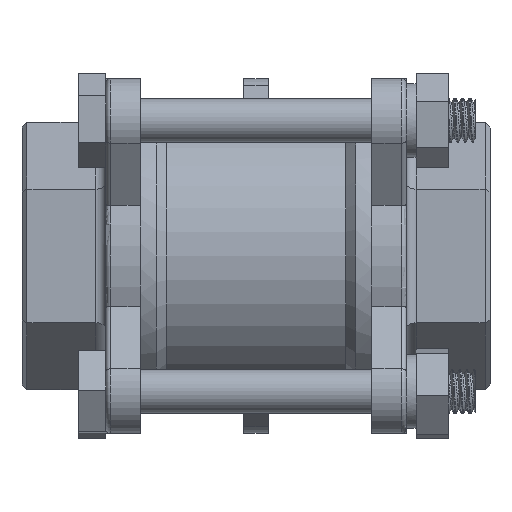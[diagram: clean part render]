
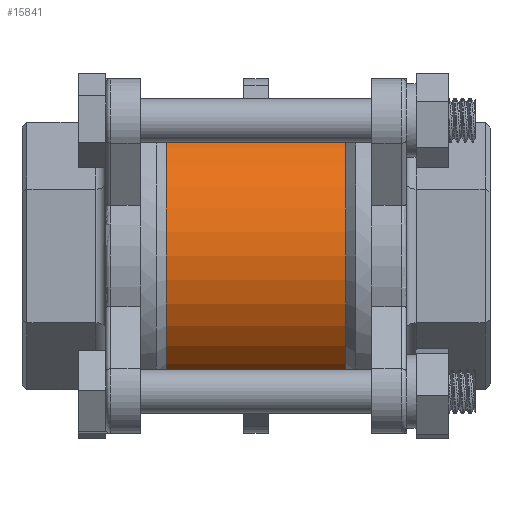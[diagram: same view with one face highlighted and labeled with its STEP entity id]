
A CAD part, front view. The second image highlights one B-rep face of the part: STEP entity #15841.
In plain terms, the highlighted cylindrical face has radius 28.5 mm (diameter 57 mm), a partial arc.
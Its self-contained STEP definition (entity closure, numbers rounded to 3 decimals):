
#808 = CARTESIAN_POINT ( 'NONE',  ( 0., 0., -28.5 ) ) ;
#1763 = CARTESIAN_POINT ( 'NONE',  ( 0., 0., 28.5 ) ) ;
#4898 = VERTEX_POINT ( 'NONE', #11372 ) ;
#5174 = VERTEX_POINT ( 'NONE', #13423 ) ;
#6244 = VECTOR ( 'NONE', #9602, 1000. ) ;
#6744 = CARTESIAN_POINT ( 'NONE',  ( 18.25, 0., 0. ) ) ;
#7740 = VERTEX_POINT ( 'NONE', #17296 ) ;
#7985 = CIRCLE ( 'NONE', #11061, 28.5 ) ;
#8673 = EDGE_CURVE ( 'NONE', #11790, #4898, #7985, .T. ) ;
#9506 = CIRCLE ( 'NONE', #15702, 28.5 ) ;
#9602 = DIRECTION ( 'NONE',  ( -1., 0., 0. ) ) ;
#10368 = DIRECTION ( 'NONE',  ( 0., 0., 1. ) ) ;
#10673 = EDGE_LOOP ( 'NONE', ( #16671, #18943, #14225, #16492 ) ) ;
#10999 = EDGE_CURVE ( 'NONE', #4898, #7740, #11423, .T. ) ;
#11061 = AXIS2_PLACEMENT_3D ( 'NONE', #6744, #12432, #10368 ) ;
#11372 = CARTESIAN_POINT ( 'NONE',  ( 18.25, 0., 28.5 ) ) ;
#11423 = LINE ( 'NONE', #1763, #6244 ) ;
#11790 = VERTEX_POINT ( 'NONE', #21480 ) ;
#12021 = CARTESIAN_POINT ( 'NONE',  ( -18.25, 0., 0. ) ) ;
#12432 = DIRECTION ( 'NONE',  ( -1., 0., 0. ) ) ;
#13423 = CARTESIAN_POINT ( 'NONE',  ( -18.25, 0., -28.5 ) ) ;
#14225 = ORIENTED_EDGE ( 'NONE', *, *, #10999, .T. ) ;
#14657 = DIRECTION ( 'NONE',  ( -1., 0., 0. ) ) ;
#14903 = FACE_OUTER_BOUND ( 'NONE', #10673, .T. ) ;
#15673 = DIRECTION ( 'NONE',  ( -1., 0., 0. ) ) ;
#15702 = AXIS2_PLACEMENT_3D ( 'NONE', #12021, #22579, #21225 ) ;
#15841 = ADVANCED_FACE ( 'NONE', ( #14903 ), #16481, .T. ) ;
#15887 = VECTOR ( 'NONE', #15673, 1000. ) ;
#16481 = CYLINDRICAL_SURFACE ( 'NONE', #23255, 28.5 ) ;
#16492 = ORIENTED_EDGE ( 'NONE', *, *, #16709, .F. ) ;
#16671 = ORIENTED_EDGE ( 'NONE', *, *, #23073, .F. ) ;
#16709 = EDGE_CURVE ( 'NONE', #5174, #7740, #9506, .T. ) ;
#17296 = CARTESIAN_POINT ( 'NONE',  ( -18.25, 0., 28.5 ) ) ;
#18943 = ORIENTED_EDGE ( 'NONE', *, *, #8673, .T. ) ;
#20246 = DIRECTION ( 'NONE',  ( 0., 0., 1. ) ) ;
#21225 = DIRECTION ( 'NONE',  ( 0., 0., 1. ) ) ;
#21480 = CARTESIAN_POINT ( 'NONE',  ( 18.25, 0., -28.5 ) ) ;
#21488 = LINE ( 'NONE', #808, #15887 ) ;
#22579 = DIRECTION ( 'NONE',  ( -1., 0., 0. ) ) ;
#23073 = EDGE_CURVE ( 'NONE', #11790, #5174, #21488, .T. ) ;
#23255 = AXIS2_PLACEMENT_3D ( 'NONE', #23882, #14657, #20246 ) ;
#23882 = CARTESIAN_POINT ( 'NONE',  ( 0., 0., 0. ) ) ;
